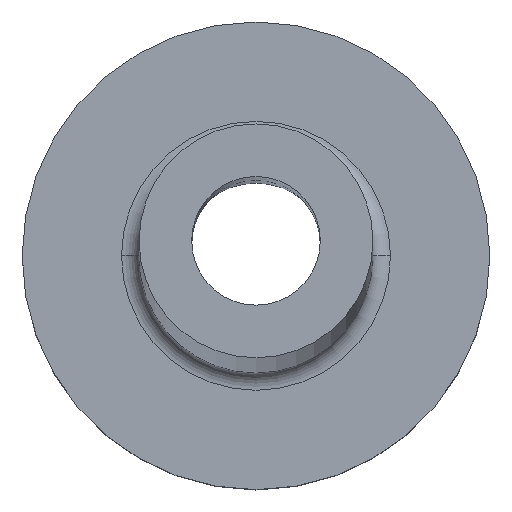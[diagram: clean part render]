
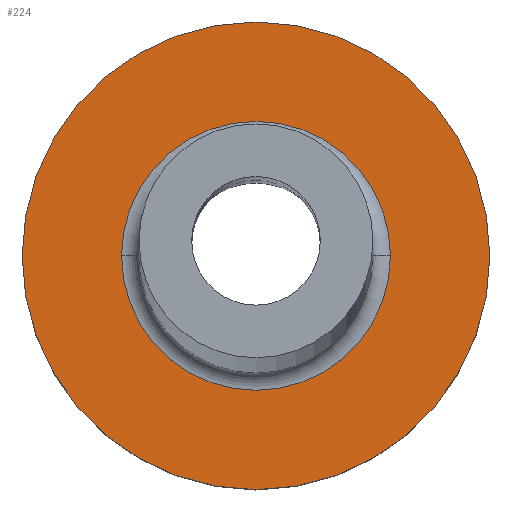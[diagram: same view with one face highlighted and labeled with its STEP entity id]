
A CAD part, top view. The second image highlights one B-rep face of the part: STEP entity #224.
In plain terms, the highlighted planar face has unit normal (0, 0, 1).
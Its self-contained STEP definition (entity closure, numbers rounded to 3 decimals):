
#2 = AXIS2_PLACEMENT_3D ( 'NONE', #9, #287, #114 ) ;
#4 = CARTESIAN_POINT ( 'NONE',  ( 2.3, 0., 3. ) ) ;
#9 = CARTESIAN_POINT ( 'NONE',  ( 0., 0., 3. ) ) ;
#33 = AXIS2_PLACEMENT_3D ( 'NONE', #420, #75, #210 ) ;
#63 = DIRECTION ( 'NONE',  ( 1., 0., 0. ) ) ;
#74 = ORIENTED_EDGE ( 'NONE', *, *, #197, .T. ) ;
#75 = DIRECTION ( 'NONE',  ( 0., 0., 1. ) ) ;
#80 = DIRECTION ( 'NONE',  ( 1., 0., 0. ) ) ;
#84 = EDGE_CURVE ( 'NONE', #455, #181, #233, .T. ) ;
#90 = AXIS2_PLACEMENT_3D ( 'NONE', #434, #326, #80 ) ;
#114 = DIRECTION ( 'NONE',  ( 1., 0., 0. ) ) ;
#120 = FACE_OUTER_BOUND ( 'NONE', #124, .T. ) ;
#124 = EDGE_LOOP ( 'NONE', ( #214, #414 ) ) ;
#139 = PLANE ( 'NONE',  #282 ) ;
#153 = CARTESIAN_POINT ( 'NONE',  ( 0., 0., 3. ) ) ;
#160 = FACE_BOUND ( 'NONE', #419, .T. ) ;
#170 = EDGE_CURVE ( 'NONE', #218, #231, #299, .T. ) ;
#181 = VERTEX_POINT ( 'NONE', #367 ) ;
#197 = EDGE_CURVE ( 'NONE', #181, #455, #329, .T. ) ;
#210 = DIRECTION ( 'NONE',  ( 1., 0., 0. ) ) ;
#214 = ORIENTED_EDGE ( 'NONE', *, *, #338, .T. ) ;
#218 = VERTEX_POINT ( 'NONE', #385 ) ;
#224 = ADVANCED_FACE ( 'NONE', ( #160, #120 ), #139, .T. ) ;
#226 = CARTESIAN_POINT ( 'NONE',  ( -4., 0., 3. ) ) ;
#231 = VERTEX_POINT ( 'NONE', #226 ) ;
#233 = CIRCLE ( 'NONE', #2, 2.3 ) ;
#238 = CIRCLE ( 'NONE', #33, 4. ) ;
#251 = DIRECTION ( 'NONE',  ( 0., 0., 1. ) ) ;
#282 = AXIS2_PLACEMENT_3D ( 'NONE', #334, #373, #63 ) ;
#287 = DIRECTION ( 'NONE',  ( 0., 0., -1. ) ) ;
#290 = DIRECTION ( 'NONE',  ( 1., 0., 0. ) ) ;
#299 = CIRCLE ( 'NONE', #360, 4. ) ;
#309 = ORIENTED_EDGE ( 'NONE', *, *, #84, .T. ) ;
#326 = DIRECTION ( 'NONE',  ( 0., 0., -1. ) ) ;
#329 = CIRCLE ( 'NONE', #90, 2.3 ) ;
#334 = CARTESIAN_POINT ( 'NONE',  ( 0., 0., 3. ) ) ;
#338 = EDGE_CURVE ( 'NONE', #231, #218, #238, .T. ) ;
#360 = AXIS2_PLACEMENT_3D ( 'NONE', #153, #251, #290 ) ;
#367 = CARTESIAN_POINT ( 'NONE',  ( -2.3, 0., 3. ) ) ;
#373 = DIRECTION ( 'NONE',  ( 0., 0., 1. ) ) ;
#385 = CARTESIAN_POINT ( 'NONE',  ( 4., 0., 3. ) ) ;
#414 = ORIENTED_EDGE ( 'NONE', *, *, #170, .T. ) ;
#419 = EDGE_LOOP ( 'NONE', ( #309, #74 ) ) ;
#420 = CARTESIAN_POINT ( 'NONE',  ( 0., 0., 3. ) ) ;
#434 = CARTESIAN_POINT ( 'NONE',  ( 0., 0., 3. ) ) ;
#455 = VERTEX_POINT ( 'NONE', #4 ) ;
